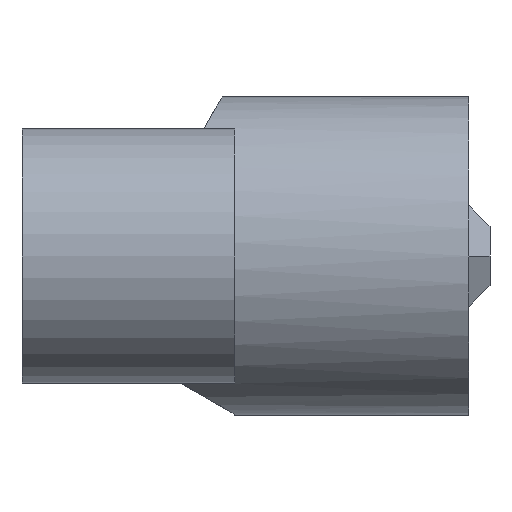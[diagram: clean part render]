
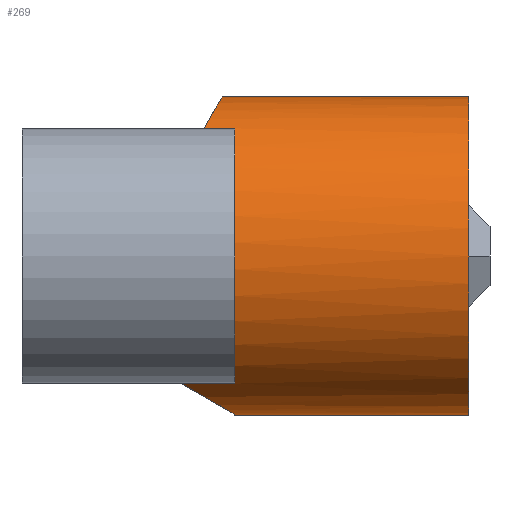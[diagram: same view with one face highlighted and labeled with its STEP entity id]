
A CAD part, left-side view. The second image highlights one B-rep face of the part: STEP entity #269.
In plain terms, the highlighted cylindrical face has radius 7.5 mm (diameter 15 mm), a partial arc.
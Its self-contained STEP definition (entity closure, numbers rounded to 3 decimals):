
#4 = CARTESIAN_POINT ( 'NONE',  ( -0.672, 14.5, -94.073 ) ) ;
#24 = CARTESIAN_POINT ( 'NONE',  ( 2.908, 12., -95.516 ) ) ;
#28 = CYLINDRICAL_SURFACE ( 'NONE', #64, 7.5 ) ;
#62 = EDGE_CURVE ( 'NONE', #845, #401, #318, .T. ) ;
#64 = AXIS2_PLACEMENT_3D ( 'NONE', #425, #551, #780 ) ;
#70 = EDGE_CURVE ( 'NONE', #405, #431, #435, .T. ) ;
#72 = VERTEX_POINT ( 'NONE', #734 ) ;
#73 = ORIENTED_EDGE ( 'NONE', *, *, #624, .T. ) ;
#89 = CARTESIAN_POINT ( 'NONE',  ( 2.908, 12., -95.516 ) ) ;
#98 = DIRECTION ( 'NONE',  ( 0., 0., 1. ) ) ;
#101 = CARTESIAN_POINT ( 'NONE',  ( -0.672, 14.5, -94.073 ) ) ;
#170 = CARTESIAN_POINT ( 'NONE',  ( 3.828, 1., -88.073 ) ) ;
#175 = VECTOR ( 'NONE', #852, 1000. ) ;
#184 = CARTESIAN_POINT ( 'NONE',  ( 3.828, 1., -95.573 ) ) ;
#199 = VERTEX_POINT ( 'NONE', #348 ) ;
#215 = ORIENTED_EDGE ( 'NONE', *, *, #591, .F. ) ;
#216 = AXIS2_PLACEMENT_3D ( 'NONE', #703, #839, #98 ) ;
#228 = LINE ( 'NONE', #785, #666 ) ;
#232 = CARTESIAN_POINT ( 'NONE',  ( 1.602, 12.28, -95.354 ) ) ;
#233 = DIRECTION ( 'NONE',  ( 0., 1., 0. ) ) ;
#250 = CARTESIAN_POINT ( 'NONE',  ( 3.828, 6., -80.573 ) ) ;
#263 = EDGE_CURVE ( 'NONE', #199, #805, #824, .T. ) ;
#268 = DIRECTION ( 'NONE',  ( 0., -1., 0. ) ) ;
#269 = ADVANCED_FACE ( 'NONE', ( #493 ), #28, .T. ) ;
#283 = AXIS2_PLACEMENT_3D ( 'NONE', #170, #294, #698 ) ;
#289 = CARTESIAN_POINT ( 'NONE',  ( 0.381, 13.132, -94.862 ) ) ;
#294 = DIRECTION ( 'NONE',  ( 0., -1., 0. ) ) ;
#295 = ORIENTED_EDGE ( 'NONE', *, *, #70, .F. ) ;
#300 = ORIENTED_EDGE ( 'NONE', *, *, #62, .F. ) ;
#302 =( BOUNDED_CURVE ( )  B_SPLINE_CURVE ( 3, ( #815, #659, #344, #317 ),
 .UNSPECIFIED., .F., .F. ) 
 B_SPLINE_CURVE_WITH_KNOTS ( ( 4, 4 ),
 ( 0., 0.644 ),
 .UNSPECIFIED. ) 
 CURVE ( )  GEOMETRIC_REPRESENTATION_ITEM ( )  RATIONAL_B_SPLINE_CURVE ( ( 1., 0.966, 0.966, 1. ) ) 
 REPRESENTATION_ITEM ( '' )  );
#317 = CARTESIAN_POINT ( 'NONE',  ( -0.672, 13.443, -82.073 ) ) ;
#318 = LINE ( 'NONE', #250, #700 ) ;
#322 = ORIENTED_EDGE ( 'NONE', *, *, #263, .T. ) ;
#344 = CARTESIAN_POINT ( 'NONE',  ( 0.637, 12.876, -81.09 ) ) ;
#348 = CARTESIAN_POINT ( 'NONE',  ( -0.672, 14.5, -94.073 ) ) ;
#373 = LINE ( 'NONE', #790, #175 ) ;
#376 = CARTESIAN_POINT ( 'NONE',  ( -0.672, 12., -82.073 ) ) ;
#396 = LINE ( 'NONE', #4, #858 ) ;
#401 = VERTEX_POINT ( 'NONE', #443 ) ;
#405 = VERTEX_POINT ( 'NONE', #879 ) ;
#425 = CARTESIAN_POINT ( 'NONE',  ( 3.828, 6., -88.073 ) ) ;
#431 = VERTEX_POINT ( 'NONE', #376 ) ;
#435 = CIRCLE ( 'NONE', #611, 7.5 ) ;
#443 = CARTESIAN_POINT ( 'NONE',  ( 3.828, 1., -80.573 ) ) ;
#450 = DIRECTION ( 'NONE',  ( 0., -1., 0. ) ) ;
#456 = DIRECTION ( 'NONE',  ( 0., 1., 0. ) ) ;
#476 = CIRCLE ( 'NONE', #216, 7.5 ) ;
#493 = FACE_OUTER_BOUND ( 'NONE', #642, .T. ) ;
#514 = VERTEX_POINT ( 'NONE', #658 ) ;
#551 = DIRECTION ( 'NONE',  ( 0., -1., 0. ) ) ;
#552 = EDGE_CURVE ( 'NONE', #199, #405, #396, .T. ) ;
#553 = EDGE_CURVE ( 'NONE', #401, #735, #801, .T. ) ;
#591 = EDGE_CURVE ( 'NONE', #72, #805, #476, .T. ) ;
#611 = AXIS2_PLACEMENT_3D ( 'NONE', #876, #456, #865 ) ;
#624 = EDGE_CURVE ( 'NONE', #72, #735, #373, .T. ) ;
#642 = EDGE_LOOP ( 'NONE', ( #300, #717, #868, #295, #738, #322, #215, #73, #866 ) ) ;
#643 = EDGE_CURVE ( 'NONE', #431, #514, #228, .T. ) ;
#658 = CARTESIAN_POINT ( 'NONE',  ( -0.672, 13.443, -82.073 ) ) ;
#659 = CARTESIAN_POINT ( 'NONE',  ( 2.191, 12.577, -80.573 ) ) ;
#666 = VECTOR ( 'NONE', #233, 1000. ) ;
#694 = EDGE_CURVE ( 'NONE', #845, #514, #302, .T. ) ;
#698 = DIRECTION ( 'NONE',  ( 0., 0., -1. ) ) ;
#700 = VECTOR ( 'NONE', #450, 1000. ) ;
#703 = CARTESIAN_POINT ( 'NONE',  ( 3.828, 12., -88.073 ) ) ;
#717 = ORIENTED_EDGE ( 'NONE', *, *, #694, .T. ) ;
#734 = CARTESIAN_POINT ( 'NONE',  ( 3.828, 12., -95.573 ) ) ;
#735 = VERTEX_POINT ( 'NONE', #184 ) ;
#738 = ORIENTED_EDGE ( 'NONE', *, *, #552, .F. ) ;
#756 = CARTESIAN_POINT ( 'NONE',  ( 3.828, 12.577, -80.573 ) ) ;
#780 = DIRECTION ( 'NONE',  ( 0., 0., -1. ) ) ;
#785 = CARTESIAN_POINT ( 'NONE',  ( -0.672, 12., -82.073 ) ) ;
#790 = CARTESIAN_POINT ( 'NONE',  ( 3.828, 6., -95.573 ) ) ;
#801 = CIRCLE ( 'NONE', #283, 7.5 ) ;
#805 = VERTEX_POINT ( 'NONE', #89 ) ;
#815 = CARTESIAN_POINT ( 'NONE',  ( 3.828, 12.577, -80.573 ) ) ;
#824 =( BOUNDED_CURVE ( )  B_SPLINE_CURVE ( 3, ( #101, #289, #232, #24 ),
 .UNSPECIFIED., .F., .F. ) 
 B_SPLINE_CURVE_WITH_KNOTS ( ( 4, 4 ),
 ( 5.64, 6.16 ),
 .UNSPECIFIED. ) 
 CURVE ( )  GEOMETRIC_REPRESENTATION_ITEM ( )  RATIONAL_B_SPLINE_CURVE ( ( 1., 0.978, 0.978, 1. ) ) 
 REPRESENTATION_ITEM ( '' )  );
#839 = DIRECTION ( 'NONE',  ( 0., 1., 0. ) ) ;
#845 = VERTEX_POINT ( 'NONE', #756 ) ;
#852 = DIRECTION ( 'NONE',  ( 0., -1., 0. ) ) ;
#858 = VECTOR ( 'NONE', #268, 1000. ) ;
#865 = DIRECTION ( 'NONE',  ( 0., 0., 1. ) ) ;
#866 = ORIENTED_EDGE ( 'NONE', *, *, #553, .F. ) ;
#868 = ORIENTED_EDGE ( 'NONE', *, *, #643, .F. ) ;
#876 = CARTESIAN_POINT ( 'NONE',  ( 3.828, 12., -88.073 ) ) ;
#879 = CARTESIAN_POINT ( 'NONE',  ( -0.672, 12., -94.073 ) ) ;
